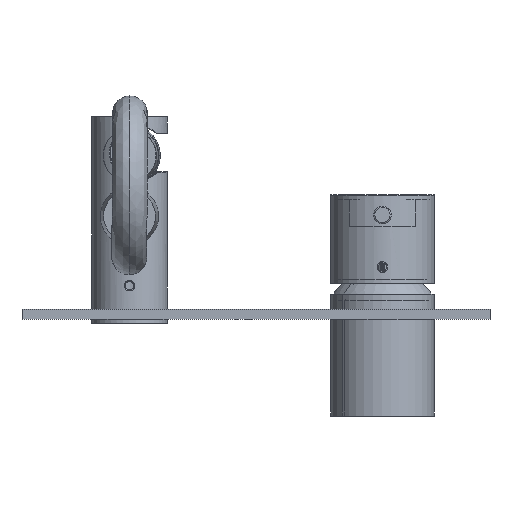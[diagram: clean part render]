
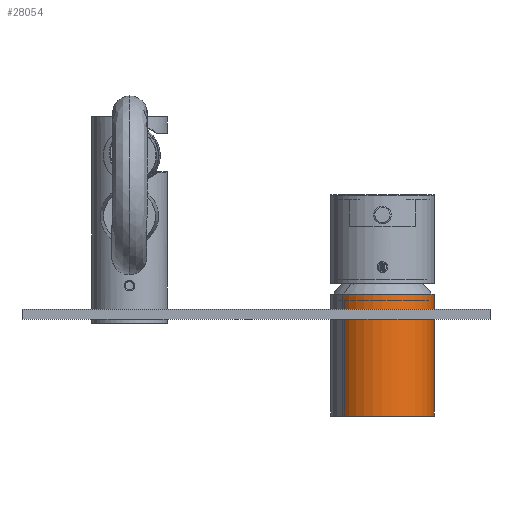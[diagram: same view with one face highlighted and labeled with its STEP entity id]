
A CAD part, front view. The second image highlights one B-rep face of the part: STEP entity #28054.
In plain terms, the highlighted cylindrical face has radius 20.5 mm (diameter 41 mm), a partial arc.
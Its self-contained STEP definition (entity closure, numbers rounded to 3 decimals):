
#11630 = CARTESIAN_POINT ( 'NONE',  ( 0., 0., 0. ) ) ;
#13625 = CARTESIAN_POINT ( 'NONE',  ( 0., -48.2, 0. ) ) ;
#14039 = LINE ( 'NONE', #34077, #23355 ) ;
#14260 = VERTEX_POINT ( 'NONE', #48431 ) ;
#17759 = DIRECTION ( 'NONE',  ( 0., 0., 1. ) ) ;
#18426 = ORIENTED_EDGE ( 'NONE', *, *, #33060, .T. ) ;
#22196 = LINE ( 'NONE', #35639, #28611 ) ;
#22705 = VERTEX_POINT ( 'NONE', #54617 ) ;
#23044 = FACE_OUTER_BOUND ( 'NONE', #60704, .T. ) ;
#23355 = VECTOR ( 'NONE', #28784, 1000. ) ;
#26656 = ORIENTED_EDGE ( 'NONE', *, *, #39088, .F. ) ;
#28054 = ADVANCED_FACE ( 'NONE', ( #23044 ), #55838, .T. ) ;
#28611 = VECTOR ( 'NONE', #59356, 1000. ) ;
#28784 = DIRECTION ( 'NONE',  ( 0., 1., 0. ) ) ;
#30736 = DIRECTION ( 'NONE',  ( 0., 0., 1. ) ) ;
#31140 = EDGE_CURVE ( 'NONE', #39029, #22705, #22196, .T. ) ;
#32269 = VERTEX_POINT ( 'NONE', #33291 ) ;
#32798 = AXIS2_PLACEMENT_3D ( 'NONE', #11630, #44121, #30736 ) ;
#32844 = CIRCLE ( 'NONE', #32798, 20.5 ) ;
#33060 = EDGE_CURVE ( 'NONE', #39029, #14260, #40708, .T. ) ;
#33291 = CARTESIAN_POINT ( 'NONE',  ( 0., 0., -20.5 ) ) ;
#33488 = ORIENTED_EDGE ( 'NONE', *, *, #45435, .T. ) ;
#33983 = CARTESIAN_POINT ( 'NONE',  ( 0., -48.2, 0. ) ) ;
#34077 = CARTESIAN_POINT ( 'NONE',  ( 0., -48.2, -20.5 ) ) ;
#34499 = ORIENTED_EDGE ( 'NONE', *, *, #31140, .F. ) ;
#35639 = CARTESIAN_POINT ( 'NONE',  ( 0., -48.2, 20.5 ) ) ;
#39029 = VERTEX_POINT ( 'NONE', #49749 ) ;
#39088 = EDGE_CURVE ( 'NONE', #22705, #32269, #32844, .T. ) ;
#40708 = CIRCLE ( 'NONE', #61535, 20.5 ) ;
#44121 = DIRECTION ( 'NONE',  ( 0., 1., 0. ) ) ;
#45435 = EDGE_CURVE ( 'NONE', #14260, #32269, #14039, .T. ) ;
#47392 = DIRECTION ( 'NONE',  ( 0., 1., 0. ) ) ;
#48431 = CARTESIAN_POINT ( 'NONE',  ( 0., -48.2, -20.5 ) ) ;
#49749 = CARTESIAN_POINT ( 'NONE',  ( 0., -48.2, 20.5 ) ) ;
#52093 = AXIS2_PLACEMENT_3D ( 'NONE', #13625, #60510, #17759 ) ;
#52985 = DIRECTION ( 'NONE',  ( 0., 0., 1. ) ) ;
#54617 = CARTESIAN_POINT ( 'NONE',  ( 0., 0., 20.5 ) ) ;
#55838 = CYLINDRICAL_SURFACE ( 'NONE', #52093, 20.5 ) ;
#59356 = DIRECTION ( 'NONE',  ( 0., 1., 0. ) ) ;
#60510 = DIRECTION ( 'NONE',  ( 0., 1., 0. ) ) ;
#60704 = EDGE_LOOP ( 'NONE', ( #18426, #33488, #26656, #34499 ) ) ;
#61535 = AXIS2_PLACEMENT_3D ( 'NONE', #33983, #47392, #52985 ) ;
